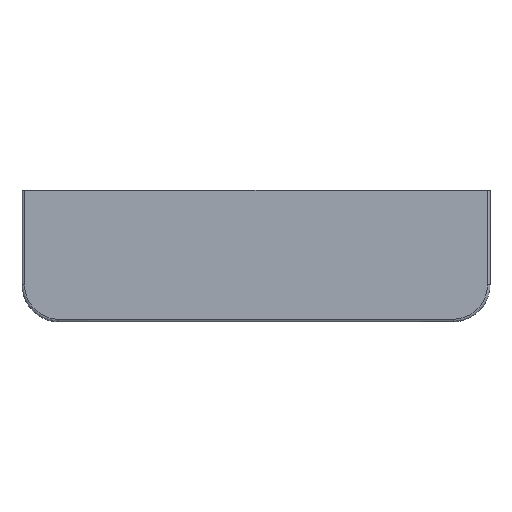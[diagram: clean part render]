
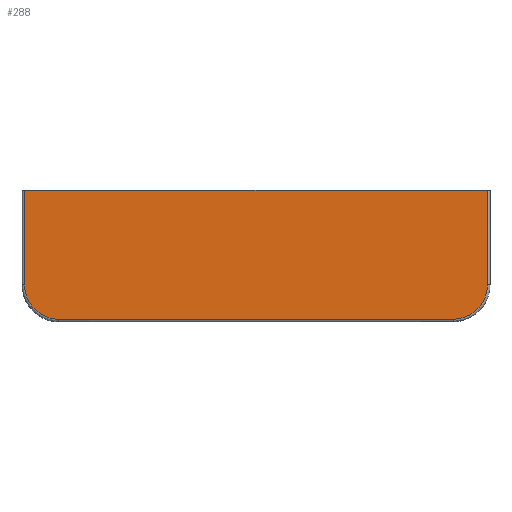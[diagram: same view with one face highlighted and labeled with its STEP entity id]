
A CAD part, top view. The second image highlights one B-rep face of the part: STEP entity #288.
In plain terms, the highlighted face is planar.
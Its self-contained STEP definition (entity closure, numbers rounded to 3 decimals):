
#288=ADVANCED_FACE('',(#801),#9027,.T.);
#801=FACE_OUTER_BOUND('',#1314,.T.);
#1314=EDGE_LOOP('',(#1832,#1833,#1834,#1835,#1836,#1837));
#1832=ORIENTED_EDGE('',*,*,#4766,.T.);
#1833=ORIENTED_EDGE('',*,*,#4767,.T.);
#1834=ORIENTED_EDGE('',*,*,#4768,.T.);
#1835=ORIENTED_EDGE('',*,*,#4792,.T.);
#1836=ORIENTED_EDGE('',*,*,#4769,.T.);
#1837=ORIENTED_EDGE('',*,*,#4783,.T.);
#4766=EDGE_CURVE('',#7708,#7709,#6927,.T.);
#4767=EDGE_CURVE('',#7709,#7710,#6928,.T.);
#4768=EDGE_CURVE('',#7710,#7711,#6929,.T.);
#4769=EDGE_CURVE('',#7712,#7713,#6930,.T.);
#4783=EDGE_CURVE('',#7713,#7708,#6241,.T.);
#4792=EDGE_CURVE('',#7711,#7712,#6248,.T.);
#6241=(
BOUNDED_CURVE()
B_SPLINE_CURVE(2,(#11319,#11320,#11321),.UNSPECIFIED.,.F.,.F.)
B_SPLINE_CURVE_WITH_KNOTS((3,3),(-208.916,0.),.UNSPECIFIED.)
CURVE()
GEOMETRIC_REPRESENTATION_ITEM()
RATIONAL_B_SPLINE_CURVE((1.,0.707,1.))
REPRESENTATION_ITEM('')
);
#6248=(
BOUNDED_CURVE()
B_SPLINE_CURVE(2,(#11344,#11345,#11346),.UNSPECIFIED.,.F.,.F.)
B_SPLINE_CURVE_WITH_KNOTS((3,3),(-208.916,0.),.UNSPECIFIED.)
CURVE()
GEOMETRIC_REPRESENTATION_ITEM()
RATIONAL_B_SPLINE_CURVE((1.,0.707,1.))
REPRESENTATION_ITEM('')
);
#6927=B_SPLINE_CURVE_WITH_KNOTS('',1,(#11277,#11278),.UNSPECIFIED.,.F.,
 .F.,(2,2),(0.,366.),.UNSPECIFIED.);
#6928=B_SPLINE_CURVE_WITH_KNOTS('',1,(#11279,#11280),.UNSPECIFIED.,.F.,
 .F.,(2,2),(0.,1793.),.UNSPECIFIED.);
#6929=B_SPLINE_CURVE_WITH_KNOTS('',1,(#11281,#11282),.UNSPECIFIED.,.F.,
 .F.,(2,2),(0.,366.),.UNSPECIFIED.);
#6930=B_SPLINE_CURVE_WITH_KNOTS('',1,(#11283,#11284),.UNSPECIFIED.,.F.,
 .F.,(2,2),(0.,1527.),.UNSPECIFIED.);
#7708=VERTEX_POINT('',#11255);
#7709=VERTEX_POINT('',#11256);
#7710=VERTEX_POINT('',#11257);
#7711=VERTEX_POINT('',#11258);
#7712=VERTEX_POINT('',#11259);
#7713=VERTEX_POINT('',#11260);
#9027=PLANE('',#9479);
#9479=AXIS2_PLACEMENT_3D('',#10591,#10024,$);
#10024=DIRECTION('',(0.,1.,0.));
#10591=CARTESIAN_POINT('',(-1075.8,20.,-303.9));
#11255=CARTESIAN_POINT('',(896.5,20.,112.));
#11256=CARTESIAN_POINT('',(896.5,20.,-254.));
#11257=CARTESIAN_POINT('',(-896.5,20.,-254.));
#11258=CARTESIAN_POINT('',(-896.5,20.,112.));
#11259=CARTESIAN_POINT('',(-763.5,20.,245.));
#11260=CARTESIAN_POINT('',(763.5,20.,245.));
#11277=CARTESIAN_POINT('',(896.5,20.,112.));
#11278=CARTESIAN_POINT('',(896.5,20.,-254.));
#11279=CARTESIAN_POINT('',(896.5,20.,-254.));
#11280=CARTESIAN_POINT('',(-896.5,20.,-254.));
#11281=CARTESIAN_POINT('',(-896.5,20.,-254.));
#11282=CARTESIAN_POINT('',(-896.5,20.,112.));
#11283=CARTESIAN_POINT('',(-763.5,20.,245.));
#11284=CARTESIAN_POINT('',(763.5,20.,245.));
#11319=CARTESIAN_POINT('',(763.5,20.,245.));
#11320=CARTESIAN_POINT('',(896.5,20.,245.));
#11321=CARTESIAN_POINT('',(896.5,20.,112.));
#11344=CARTESIAN_POINT('',(-896.5,20.,112.));
#11345=CARTESIAN_POINT('',(-896.5,20.,245.));
#11346=CARTESIAN_POINT('',(-763.5,20.,245.));
